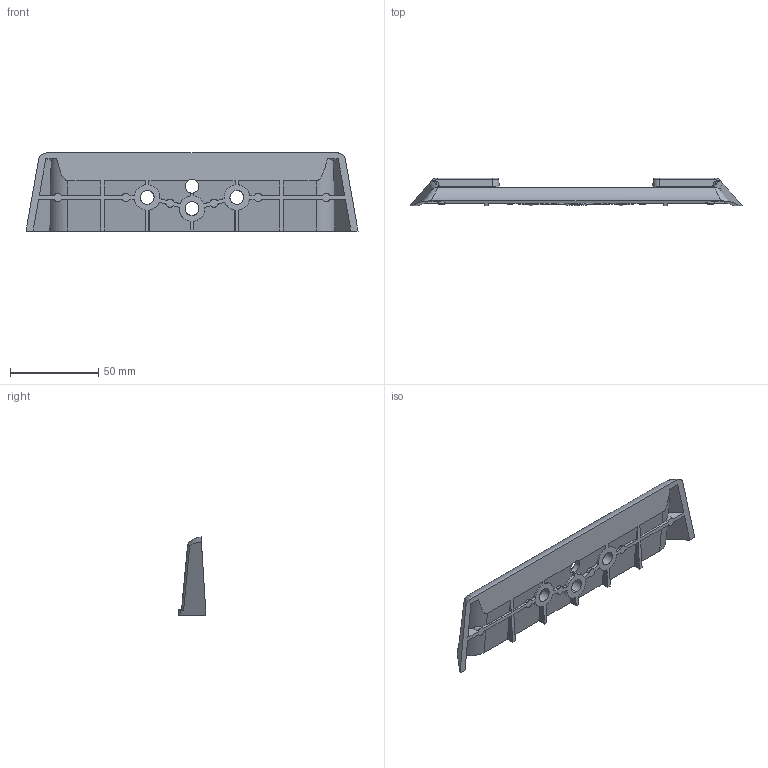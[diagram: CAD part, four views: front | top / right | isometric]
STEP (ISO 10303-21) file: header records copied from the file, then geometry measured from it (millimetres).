
FILE_DESCRIPTION (( 'STEP AP214' ), '1' );
FILE_NAME ('BVC4FLUSH.STEP', '2017-10-27T18:33:35', ( 'Temp' ), ( '' ), 'SwSTEP 2.0', 'SolidWorks 2010', '' );
FILE_SCHEMA (( 'AUTOMOTIVE_DESIGN' ));
Length unit declared in the file: inch
Products named in the file (1): BVC4FLUSH
Bounding box: 188.11 x 15.85 x 44.27 mm (x, y, z)
Volume: 33051.4 mm3; surface area: 21766.3 mm2
Topology: 1 solids, 1 shells, 166 faces, 464 edges, 302 vertices
Faces by surface type: plane 83, cylinder 67, bspline 16
Entity records: 9902 total; most frequent: CARTESIAN_POINT 6263, ORIENTED_EDGE 924, DIRECTION 530, EDGE_CURVE 462, VERTEX_POINT 302, LINE 222, VECTOR 222, EDGE_LOOP 178
